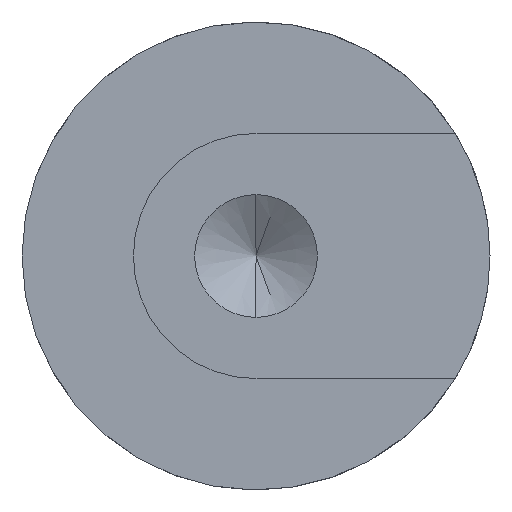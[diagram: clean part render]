
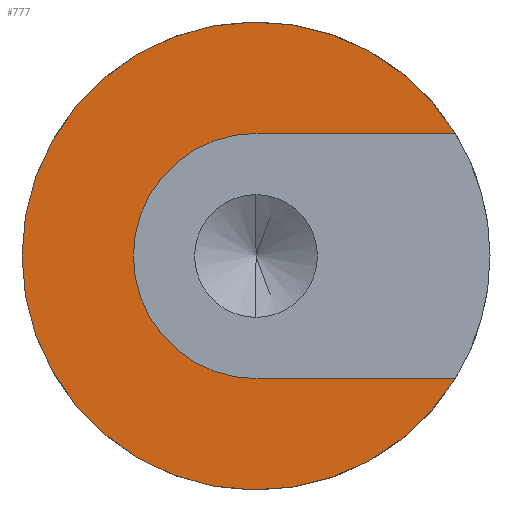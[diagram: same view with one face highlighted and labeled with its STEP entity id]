
A CAD part, left-side view. The second image highlights one B-rep face of the part: STEP entity #777.
In plain terms, the highlighted planar face has unit normal (-1, 0, 0).
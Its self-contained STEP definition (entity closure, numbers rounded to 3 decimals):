
#27 = EDGE_LOOP ( 'NONE', ( #344, #262, #458, #269, #560, #707 ) ) ;
#32 = CARTESIAN_POINT ( 'NONE',  ( 0., 0., -4.991 ) ) ;
#39 = CARTESIAN_POINT ( 'NONE',  ( 0., 9.525, 0. ) ) ;
#54 = DIRECTION ( 'NONE',  ( -1., 0., 0. ) ) ;
#71 = CIRCLE ( 'NONE', #404, 4.991 ) ;
#91 = DIRECTION ( 'NONE',  ( 1., 0., 0. ) ) ;
#101 = CARTESIAN_POINT ( 'NONE',  ( 0., 0., 4.991 ) ) ;
#124 = CARTESIAN_POINT ( 'NONE',  ( 0., 0., 0. ) ) ;
#145 = VERTEX_POINT ( 'NONE', #451 ) ;
#172 = VERTEX_POINT ( 'NONE', #445 ) ;
#181 = AXIS2_PLACEMENT_3D ( 'NONE', #218, #91, #648 ) ;
#212 = CIRCLE ( 'NONE', #181, 9.525 ) ;
#218 = CARTESIAN_POINT ( 'NONE',  ( 0., 0., 0. ) ) ;
#262 = ORIENTED_EDGE ( 'NONE', *, *, #337, .F. ) ;
#269 = ORIENTED_EDGE ( 'NONE', *, *, #285, .F. ) ;
#280 = CARTESIAN_POINT ( 'NONE',  ( 0., 0., 4.991 ) ) ;
#285 = EDGE_CURVE ( 'NONE', #529, #434, #645, .T. ) ;
#337 = EDGE_CURVE ( 'NONE', #145, #756, #212, .T. ) ;
#344 = ORIENTED_EDGE ( 'NONE', *, *, #345, .F. ) ;
#345 = EDGE_CURVE ( 'NONE', #756, #382, #584, .T. ) ;
#352 = CARTESIAN_POINT ( 'NONE',  ( 0., -8.113, 4.991 ) ) ;
#356 = FACE_OUTER_BOUND ( 'NONE', #27, .T. ) ;
#362 = AXIS2_PLACEMENT_3D ( 'NONE', #39, #54, #542 ) ;
#367 = DIRECTION ( 'NONE',  ( 0., -1., 0. ) ) ;
#382 = VERTEX_POINT ( 'NONE', #101 ) ;
#404 = AXIS2_PLACEMENT_3D ( 'NONE', #124, #779, #731 ) ;
#412 = PLANE ( 'NONE',  #362 ) ;
#434 = VERTEX_POINT ( 'NONE', #673 ) ;
#445 = CARTESIAN_POINT ( 'NONE',  ( 0., 4.991, 0. ) ) ;
#451 = CARTESIAN_POINT ( 'NONE',  ( 0., 9.525, 0. ) ) ;
#458 = ORIENTED_EDGE ( 'NONE', *, *, #558, .F. ) ;
#502 = DIRECTION ( 'NONE',  ( 0., 1., 0. ) ) ;
#517 = VECTOR ( 'NONE', #591, 1000. ) ;
#529 = VERTEX_POINT ( 'NONE', #626 ) ;
#542 = DIRECTION ( 'NONE',  ( 0., -1., 0. ) ) ;
#547 = CARTESIAN_POINT ( 'NONE',  ( 0., 0., 0. ) ) ;
#558 = EDGE_CURVE ( 'NONE', #434, #145, #787, .T. ) ;
#560 = ORIENTED_EDGE ( 'NONE', *, *, #736, .F. ) ;
#583 = AXIS2_PLACEMENT_3D ( 'NONE', #696, #616, #502 ) ;
#584 = LINE ( 'NONE', #280, #517 ) ;
#591 = DIRECTION ( 'NONE',  ( 0., 1., 0. ) ) ;
#592 = VECTOR ( 'NONE', #775, 1000. ) ;
#593 = AXIS2_PLACEMENT_3D ( 'NONE', #547, #609, #367 ) ;
#609 = DIRECTION ( 'NONE',  ( -1., 0., 0. ) ) ;
#616 = DIRECTION ( 'NONE',  ( 1., 0., 0. ) ) ;
#626 = CARTESIAN_POINT ( 'NONE',  ( 0., 0., -4.991 ) ) ;
#645 = LINE ( 'NONE', #32, #592 ) ;
#648 = DIRECTION ( 'NONE',  ( 0., 1., 0. ) ) ;
#673 = CARTESIAN_POINT ( 'NONE',  ( 0., -8.113, -4.991 ) ) ;
#696 = CARTESIAN_POINT ( 'NONE',  ( 0., 0., 0. ) ) ;
#707 = ORIENTED_EDGE ( 'NONE', *, *, #715, .F. ) ;
#715 = EDGE_CURVE ( 'NONE', #382, #172, #753, .T. ) ;
#731 = DIRECTION ( 'NONE',  ( 0., -1., 0. ) ) ;
#736 = EDGE_CURVE ( 'NONE', #172, #529, #71, .T. ) ;
#753 = CIRCLE ( 'NONE', #593, 4.991 ) ;
#756 = VERTEX_POINT ( 'NONE', #352 ) ;
#775 = DIRECTION ( 'NONE',  ( 0., -1., 0. ) ) ;
#777 = ADVANCED_FACE ( 'NONE', ( #356 ), #412, .T. ) ;
#779 = DIRECTION ( 'NONE',  ( -1., 0., 0. ) ) ;
#787 = CIRCLE ( 'NONE', #583, 9.525 ) ;
